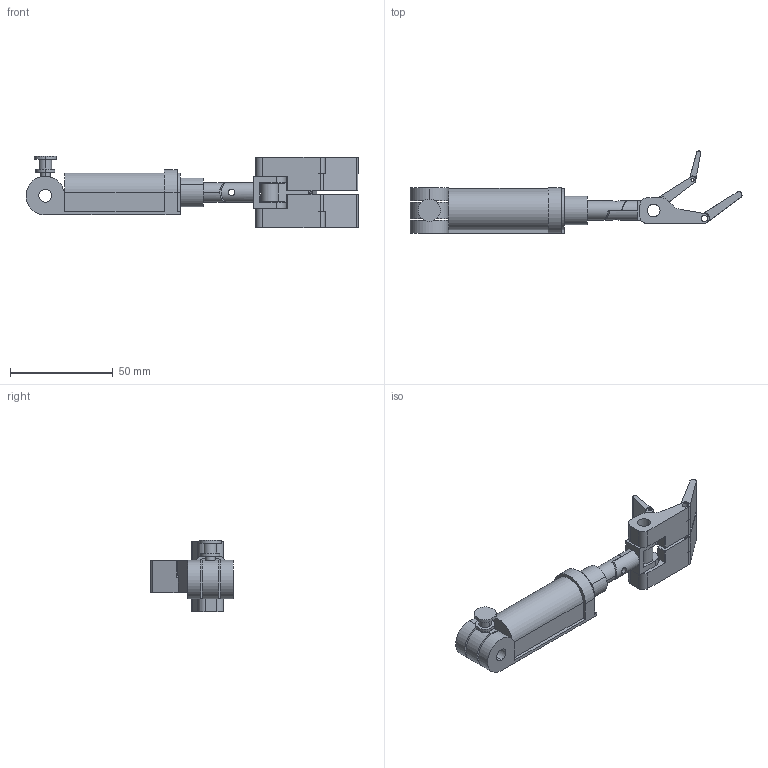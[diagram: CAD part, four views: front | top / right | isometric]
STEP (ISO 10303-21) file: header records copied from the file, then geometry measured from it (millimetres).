
FILE_DESCRIPTION (( 'STEP AP203' ), '1' );
FILE_NAME ('Right Side Arm.STEP', '2021-08-09T08:31:05', ( '' ), ( '' ), 'SwSTEP 2.0', 'SolidWorks 2021', '' );
FILE_SCHEMA (( 'CONFIG_CONTROL_DESIGN' ));
Length unit declared in the file: inch
Products named in the file (11): Hand Part 3; Hand Part 1; Wrist; Hydraulic Arm; Arm - Main Body; Sholder; Right Side Arm; Hand Part 2; Hand Part 1-2; Hydraulic Cylinder; Hand Part 4
Assembly tree (11 placements, depth 2):
  Right Side Arm
    Arm - Main Body
    Hand Part 2  x2
    Hand Part 3
    Hand Part 4
    Hydraulic Arm
    Hydraulic Cylinder
    Wrist
    Hand Part 1
    Hand Part 1-2
    Sholder
Bounding box: 161.8 x 40 x 34.94 mm (x, y, z)
Volume: 37712.3 mm3; surface area: 26093.7 mm2
Topology: 11 solids, 11 shells, 204 faces, 524 edges, 345 vertices
Faces by surface type: cylinder 110, plane 94
Entity records: 7486 total; most frequent: CARTESIAN_POINT 1357, DIRECTION 1085, ORIENTED_EDGE 988, EDGE_CURVE 494, AXIS2_PLACEMENT_3D 399, VERTEX_POINT 325, LINE 287, VECTOR 287
